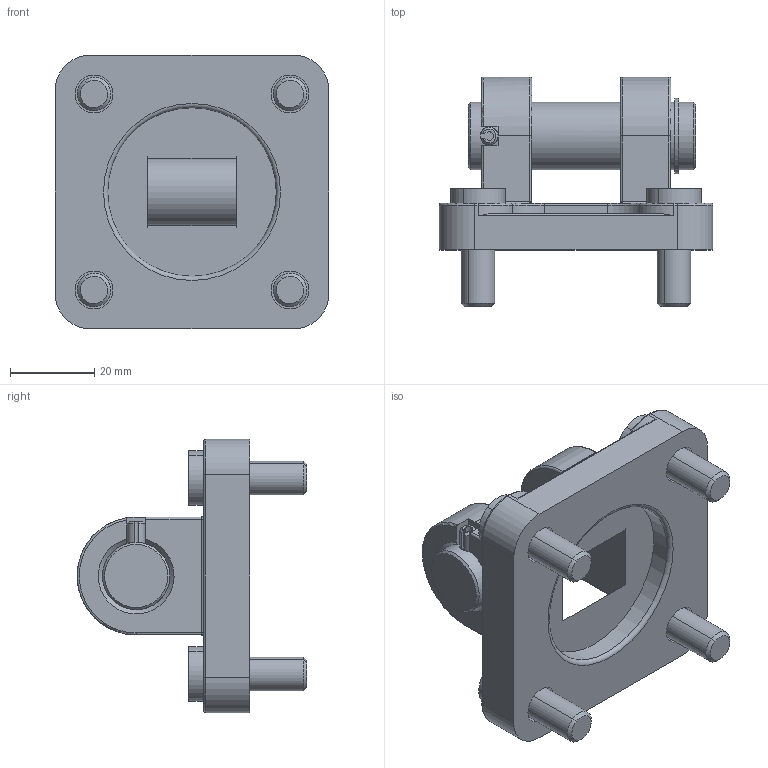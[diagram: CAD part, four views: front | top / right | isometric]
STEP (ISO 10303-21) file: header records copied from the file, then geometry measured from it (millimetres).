
FILE_DESCRIPTION(('HOOPS Exchange Step'),'2;1');
FILE_NAME('export-3F92282B-D4E2-4BF4-9357-5EA34E819B06.stp','2021-09-30T14:56:53+02:00',('User'),('Alibre'),'HOOPS Exchange 2020.1','Alibre','Unknown authorisation');
FILE_SCHEMA( ('AP242_MANAGED_MODEL_BASED_3D_ENGINEERING_MIM_LF {1 0 10303 442 1 1 4 }') );
Length unit declared in the file: millimetre
Products named in the file (5): 5562-1 Hinge frame; 5562-2 hinge shaft; 5562-3 Circlip; 502 DIN 912 metric bolts M8x20; 5562 Z40W0950502003SP Female Hinge - Model B 050 - for Rod-Eye GA-M M16x1.5
Assembly tree (7 placements, depth 2):
  5562 Z40W0950502003SP Female Hinge - Model B 050 - for Rod-Eye GA-M M16x1.5
    5562-1 Hinge frame
    5562-2 hinge shaft
    5562-3 Circlip
    502 DIN 912 metric bolts M8x20  x4
Bounding box: 65 x 54.5 x 65 mm (x, y, z)
Volume: 61279.8 mm3; surface area: 25053.5 mm2
Topology: 7 solids, 7 shells, 229 faces, 568 edges, 357 vertices
Faces by surface type: cylinder 95, plane 82, cone 27, torus 21, bspline 4
Full cylindrical faces by diameter (mm): 1.8 x2, 4.3 x1, 9 x4, 15 x4, 15.2 x1, 16 x4, 40 x1
Entity records: 6692 total; most frequent: CARTESIAN_POINT 2186, DIRECTION 1010, ORIENTED_EDGE 864, EDGE_CURVE 432, AXIS2_PLACEMENT_3D 409, VERTEX_POINT 279, CIRCLE 212, EDGE_LOOP 201
